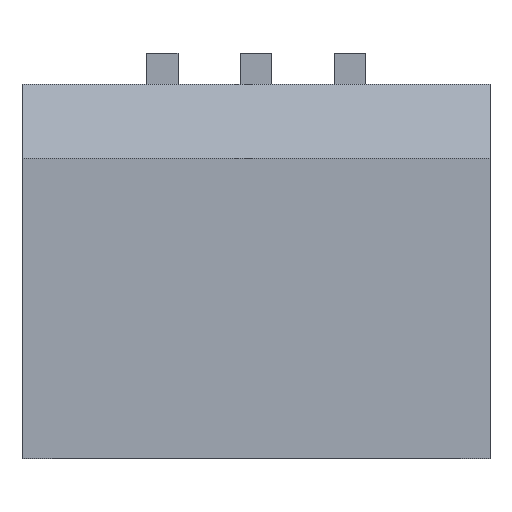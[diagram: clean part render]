
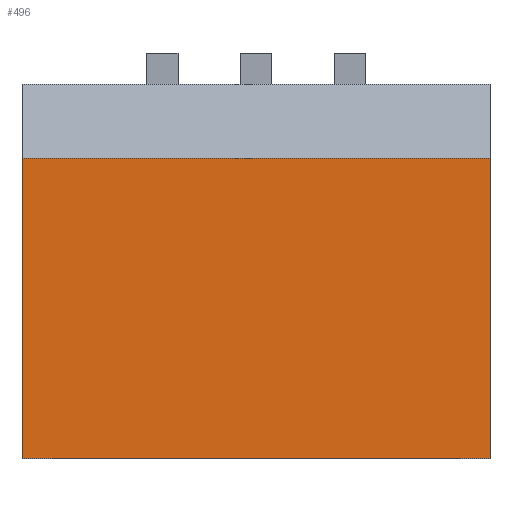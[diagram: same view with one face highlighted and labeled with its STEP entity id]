
A CAD part, top view. The second image highlights one B-rep face of the part: STEP entity #496.
In plain terms, the highlighted planar face has unit normal (0, 0, 1).
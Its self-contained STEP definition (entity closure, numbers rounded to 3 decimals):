
#28=FACE_OUTER_BOUND('',#59,.T.);
#59=EDGE_LOOP('',(#351,#352,#353,#354));
#99=LINE('',#732,#165);
#101=LINE('',#736,#167);
#102=LINE('',#738,#168);
#103=LINE('',#739,#169);
#165=VECTOR('',#597,10.);
#167=VECTOR('',#601,10.);
#168=VECTOR('',#602,10.);
#169=VECTOR('',#603,10.);
#227=VERTEX_POINT('',#729);
#228=VERTEX_POINT('',#731);
#229=VERTEX_POINT('',#735);
#230=VERTEX_POINT('',#737);
#275=EDGE_CURVE('',#228,#227,#99,.T.);
#277=EDGE_CURVE('',#227,#229,#101,.T.);
#278=EDGE_CURVE('',#229,#230,#102,.T.);
#279=EDGE_CURVE('',#230,#228,#103,.T.);
#351=ORIENTED_EDGE('',*,*,#275,.T.);
#352=ORIENTED_EDGE('',*,*,#277,.T.);
#353=ORIENTED_EDGE('',*,*,#278,.T.);
#354=ORIENTED_EDGE('',*,*,#279,.T.);
#465=PLANE('',#544);
#496=ADVANCED_FACE('',(#28),#465,.T.);
#544=AXIS2_PLACEMENT_3D('',#734,#599,#600);
#597=DIRECTION('',(-1.,0.,0.));
#599=DIRECTION('center_axis',(0.,0.,1.));
#600=DIRECTION('ref_axis',(1.,0.,0.));
#601=DIRECTION('',(0.,-1.,0.));
#602=DIRECTION('',(1.,0.,0.));
#603=DIRECTION('',(0.,1.,0.));
#729=CARTESIAN_POINT('',(-3.75,1.808,3.7));
#731=CARTESIAN_POINT('',(3.75,1.808,3.7));
#732=CARTESIAN_POINT('',(1.875,1.808,3.7));
#734=CARTESIAN_POINT('Origin',(0.,0.,3.7));
#735=CARTESIAN_POINT('',(-3.75,-3.,3.7));
#736=CARTESIAN_POINT('',(-3.75,-3.,3.7));
#737=CARTESIAN_POINT('',(3.75,-3.,3.7));
#738=CARTESIAN_POINT('',(3.75,-3.,3.7));
#739=CARTESIAN_POINT('',(3.75,3.,3.7));
